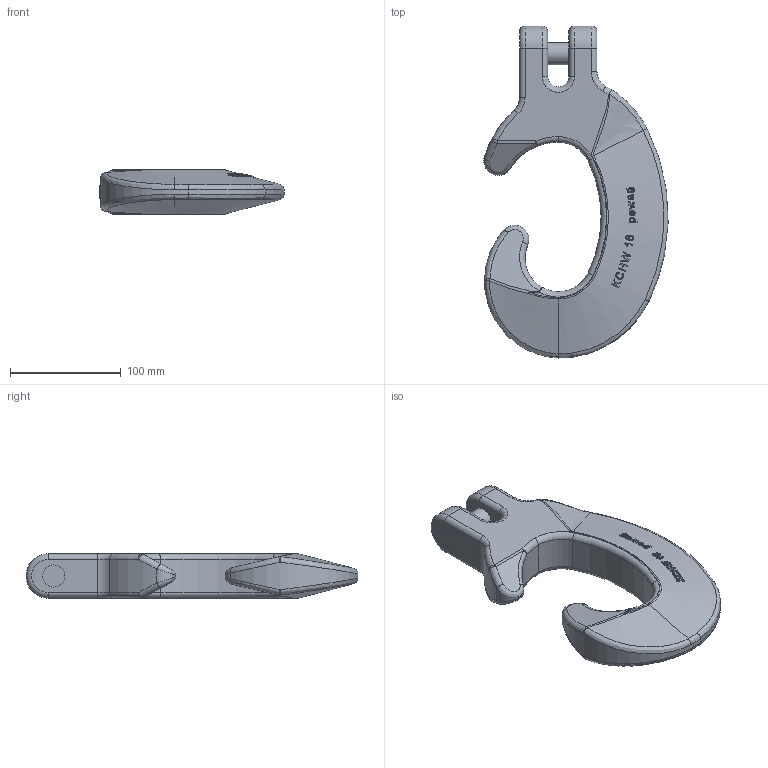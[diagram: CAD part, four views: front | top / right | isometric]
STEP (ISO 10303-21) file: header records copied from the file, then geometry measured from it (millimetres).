
FILE_DESCRIPTION(/* description */ (''),/* implementation_level */ '2;1');
FILE_NAME(/* name */ 'pewag_KCHW_16',/* time_stamp */ '2010-02-03T08:29:41+01:00',/* author */ (''),/* organization */ (''),/* preprocessor_version */ 'ST-DEVELOPER v9',/* originating_system */ 'UGS - NX 4.0',/* authorisation */ '');
FILE_SCHEMA (('AUTOMOTIVE_DESIGN { 1 0 10303 214 1 1 1 1 }'));
Length unit declared in the file: millimetre
Products named in the file (1): ritE3A294rp
Bounding box: 166.52 x 299.93 x 40 mm (x, y, z)
Volume: 805224 mm3; surface area: 90708 mm2
Topology: 2 solids, 2 shells, 296 faces, 759 edges, 475 vertices
Faces by surface type: extrusion 97, plane 84, bspline 52, cylinder 31, torus 22, sphere 10
Full cylindrical faces by diameter (mm): 20 x3
Entity records: 13230 total; most frequent: CARTESIAN_POINT 6949, ORIENTED_EDGE 1494, DIRECTION 886, EDGE_CURVE 747, B_SPLINE_CURVE_WITH_KNOTS 491, VERTEX_POINT 474, EDGE_LOOP 319, VECTOR 310
